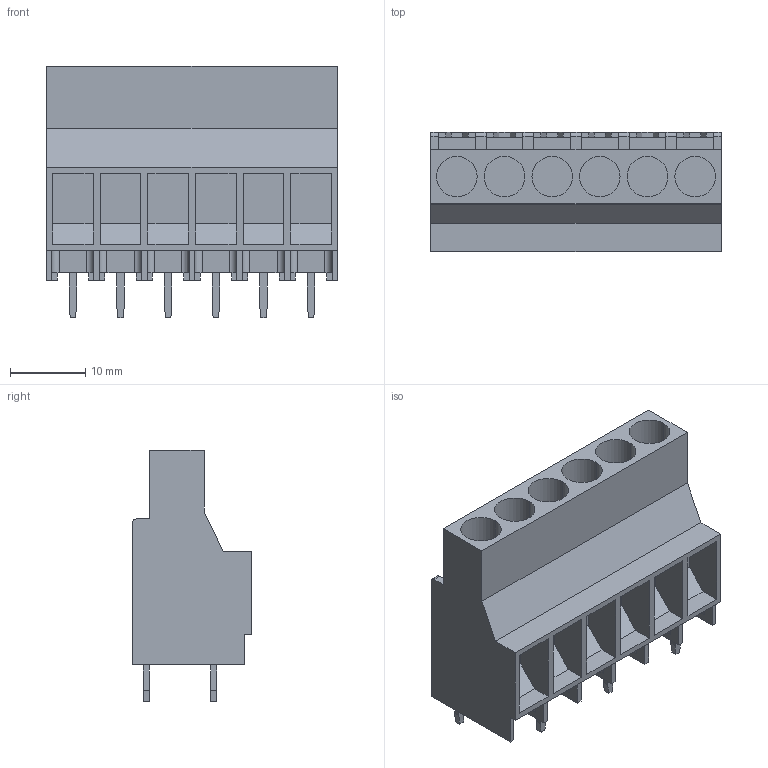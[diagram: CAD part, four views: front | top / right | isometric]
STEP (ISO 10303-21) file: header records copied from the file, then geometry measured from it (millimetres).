
FILE_DESCRIPTION(('CATIA V5 STEP Exchange','CAx-IF Rec.Pracs.--- Model Styling and Organization---1.2---2011-12-15'),'2;1');
FILE_NAME ('D1451352_0_1356880000_1356880000.stp','2018-09-11T05:59:11+00:00',('none'),('Weidmueller'),'CATIA Version 5-6 Release 2014','CATIA V5 STEP AP214','none');
FILE_SCHEMA(('AUTOMOTIVE_DESIGN { 1 0 10303 214 1 1 1 1 }'));
Length unit declared in the file: millimetre
Products named in the file (1): 1356880000
Bounding box: 38.7 x 15.85 x 33.5 mm (x, y, z)
Volume: 10396.2 mm3; surface area: 6015.2 mm2
Topology: 7 solids, 7 shells, 254 faces, 684 edges, 456 vertices
Faces by surface type: plane 223, cylinder 31
Entity records: 7296 total; most frequent: ORIENTED_EDGE 1368, CARTESIAN_POINT 1292, DIRECTION 986, EDGE_CURVE 684, VECTOR 622, LINE 622, VERTEX_POINT 456, EDGE_LOOP 266
